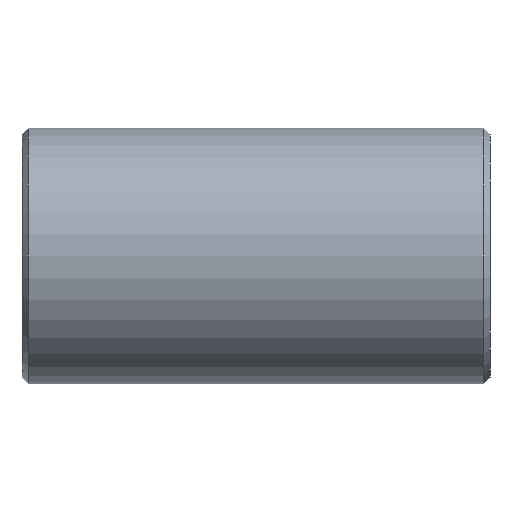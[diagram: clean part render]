
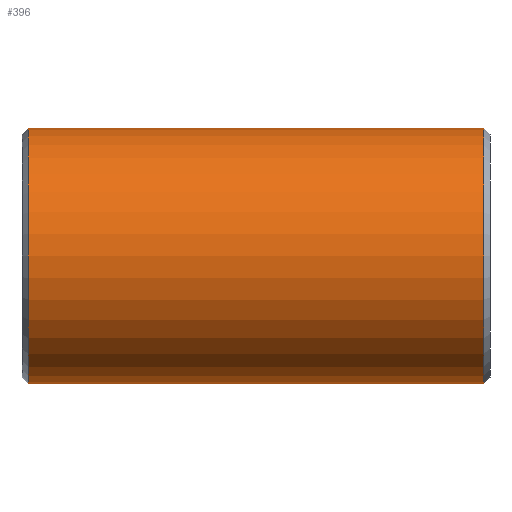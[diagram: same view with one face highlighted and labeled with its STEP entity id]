
A CAD part, front view. The second image highlights one B-rep face of the part: STEP entity #396.
In plain terms, the highlighted cylindrical face has radius 57.15 mm (diameter 114.3 mm), a partial arc.
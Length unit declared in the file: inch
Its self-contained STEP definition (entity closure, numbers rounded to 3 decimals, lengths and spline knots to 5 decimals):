
#9 = EDGE_CURVE ( 'NONE', #705, #777, #576, .T. ) ;
#71 = DIRECTION ( 'NONE',  ( -1., 0., 0. ) ) ;
#95 = DIRECTION ( 'NONE',  ( 0., 0., -1. ) ) ;
#123 = VERTEX_POINT ( 'NONE', #769 ) ;
#126 = EDGE_CURVE ( 'NONE', #123, #777, #583, .T. ) ;
#157 = CARTESIAN_POINT ( 'NONE',  ( 4.00767, 0., 0. ) ) ;
#165 = DIRECTION ( 'NONE',  ( -1., 0., 0. ) ) ;
#173 = AXIS2_PLACEMENT_3D ( 'NONE', #715, #585, #218 ) ;
#218 = DIRECTION ( 'NONE',  ( 0., 0., 1. ) ) ;
#253 = ORIENTED_EDGE ( 'NONE', *, *, #9, .F. ) ;
#266 = CARTESIAN_POINT ( 'NONE',  ( 4.12, 0., 2.25 ) ) ;
#277 = CIRCLE ( 'NONE', #733, 2.25 ) ;
#327 = VECTOR ( 'NONE', #71, 39.37008 ) ;
#364 = CYLINDRICAL_SURFACE ( 'NONE', #450, 2.25 ) ;
#396 = ADVANCED_FACE ( 'NONE', ( #537 ), #364, .T. ) ;
#400 = ORIENTED_EDGE ( 'NONE', *, *, #502, .T. ) ;
#431 = CARTESIAN_POINT ( 'NONE',  ( -4.00767, 0., -2.25 ) ) ;
#450 = AXIS2_PLACEMENT_3D ( 'NONE', #784, #165, #668 ) ;
#469 = ORIENTED_EDGE ( 'NONE', *, *, #667, .T. ) ;
#484 = CARTESIAN_POINT ( 'NONE',  ( 4.00767, 0., -2.25 ) ) ;
#502 = EDGE_CURVE ( 'NONE', #586, #123, #556, .T. ) ;
#537 = FACE_OUTER_BOUND ( 'NONE', #789, .T. ) ;
#545 = CARTESIAN_POINT ( 'NONE',  ( 4.00767, 0., 2.25 ) ) ;
#556 = LINE ( 'NONE', #266, #327 ) ;
#576 = LINE ( 'NONE', #773, #718 ) ;
#583 = CIRCLE ( 'NONE', #173, 2.25 ) ;
#585 = DIRECTION ( 'NONE',  ( 1., 0., 0. ) ) ;
#586 = VERTEX_POINT ( 'NONE', #545 ) ;
#654 = DIRECTION ( 'NONE',  ( -1., 0., 0. ) ) ;
#667 = EDGE_CURVE ( 'NONE', #705, #586, #277, .T. ) ;
#668 = DIRECTION ( 'NONE',  ( 0., 0., 1. ) ) ;
#705 = VERTEX_POINT ( 'NONE', #484 ) ;
#715 = CARTESIAN_POINT ( 'NONE',  ( -4.00767, 0., 0. ) ) ;
#718 = VECTOR ( 'NONE', #760, 39.37008 ) ;
#733 = AXIS2_PLACEMENT_3D ( 'NONE', #157, #654, #95 ) ;
#747 = ORIENTED_EDGE ( 'NONE', *, *, #126, .T. ) ;
#760 = DIRECTION ( 'NONE',  ( -1., 0., 0. ) ) ;
#769 = CARTESIAN_POINT ( 'NONE',  ( -4.00767, 0., 2.25 ) ) ;
#773 = CARTESIAN_POINT ( 'NONE',  ( 4.12, 0., -2.25 ) ) ;
#777 = VERTEX_POINT ( 'NONE', #431 ) ;
#784 = CARTESIAN_POINT ( 'NONE',  ( 4.12, 0., 0. ) ) ;
#789 = EDGE_LOOP ( 'NONE', ( #253, #469, #400, #747 ) ) ;
